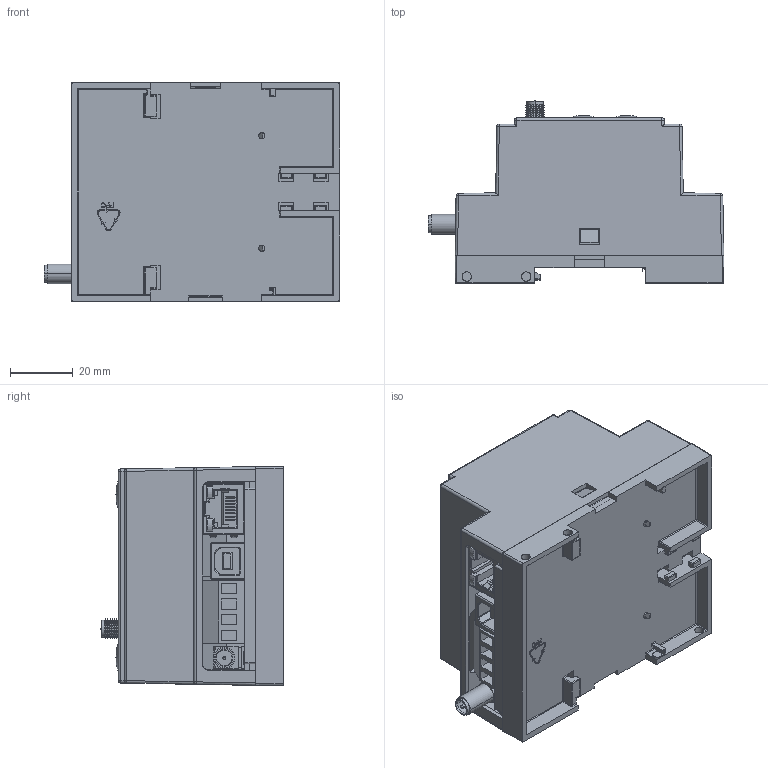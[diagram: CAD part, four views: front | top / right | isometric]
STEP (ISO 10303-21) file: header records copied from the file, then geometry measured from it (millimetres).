
FILE_DESCRIPTION((''),'2;1');
FILE_NAME('208322_ASM','2022-04-20T13:42:51',('PDMAdmin'),('BANNER ENGINEERING'),'CREO PARAMETRIC BY PTC INC, 2019292','CREO PARAMETRIC BY PTC INC, 2019292','');
FILE_SCHEMA(('CONFIG_CONTROL_DESIGN'));
Products named in the file (18): 205010; 203736_WEB; RJ458; USBCONN; 168975; 175748; 203736_WEB_MODEL_208322_ASM; 203782; 197030_WEB_208322; SP6015; 109198; 50633; P30; SMACON_1; 197030_WEB_MODEL_208322_ASM; 205006; TBLK4MR_SXI; 208322_ASM
Assembly tree (25 placements, depth 3):
  208322_ASM
    205010
    203736_WEB_MODEL_208322_ASM
      203736_WEB
      RJ458
      USBCONN
      168975  x2
      175748
    203782
    197030_WEB_MODEL_208322_ASM
      197030_WEB_208322
      SP6015  x2
      109198  x4
      50633  x4
      P30
      SMACON_1
    205006
    TBLK4MR_SXI
Bounding box: 94.6 x 58.31 x 70 mm (x, y, z)
Volume: 65915.7 mm3; surface area: 87918.3 mm2
Topology: 23 solids, 23 shells, 2485 faces, 6473 edges, 4158 vertices
Faces by surface type: plane 1553, cylinder 710, cone 102, sphere 73, bspline 25, torus 22
Entity records: 62623 total; most frequent: CARTESIAN_POINT 13098, ORIENTED_EDGE 10258, DIRECTION 10019, EDGE_CURVE 5129, VECTOR 3643, LINE 3643, VERTEX_POINT 3298, AXIS2_PLACEMENT_3D 3188
